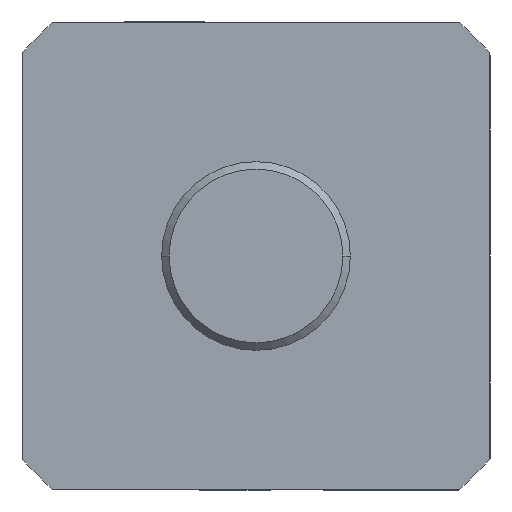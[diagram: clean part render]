
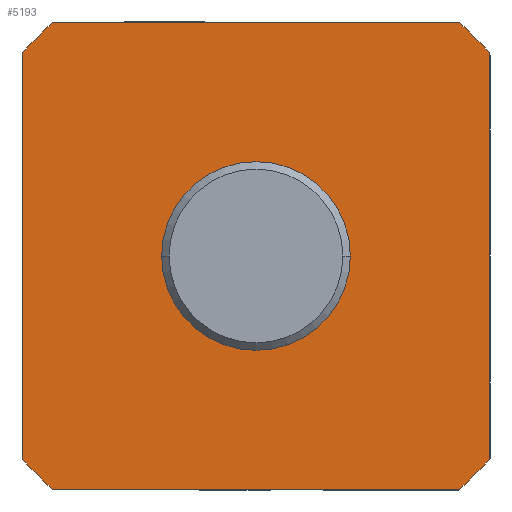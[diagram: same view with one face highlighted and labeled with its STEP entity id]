
A CAD part, left-side view. The second image highlights one B-rep face of the part: STEP entity #5193.
In plain terms, the highlighted planar face has unit normal (-1, 0, 0).
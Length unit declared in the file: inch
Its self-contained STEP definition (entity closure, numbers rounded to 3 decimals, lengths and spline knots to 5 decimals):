
#5048 = VERTEX_POINT ( 'NONE', #6955 ) ;
#5091 = EDGE_CURVE ( 'NONE', #5156, #5152, #7097, .T. ) ;
#5092 = VERTEX_POINT ( 'NONE', #7096 ) ;
#5118 = EDGE_LOOP ( 'NONE', ( #5121, #5178 ) ) ;
#5121 = ORIENTED_EDGE ( 'NONE', *, *, #5145, .F. ) ;
#5122 = EDGE_LOOP ( 'NONE', ( #5123, #5229, #5177, #5216, #5157, #5219, #5217, #5220 ) ) ;
#5123 = ORIENTED_EDGE ( 'NONE', *, *, #5126, .T. ) ;
#5125 = VERTEX_POINT ( 'NONE', #7242 ) ;
#5126 = EDGE_CURVE ( 'NONE', #5148, #5140, #7233, .T. ) ;
#5140 = VERTEX_POINT ( 'NONE', #7299 ) ;
#5145 = EDGE_CURVE ( 'NONE', #5092, #5048, #7288, .T. ) ;
#5148 = VERTEX_POINT ( 'NONE', #7300 ) ;
#5152 = VERTEX_POINT ( 'NONE', #7281 ) ;
#5156 = VERTEX_POINT ( 'NONE', #7333 ) ;
#5157 = ORIENTED_EDGE ( 'NONE', *, *, #5183, .T. ) ;
#5159 = EDGE_CURVE ( 'NONE', #5184, #5165, #7329, .T. ) ;
#5165 = VERTEX_POINT ( 'NONE', #7332 ) ;
#5174 = EDGE_CURVE ( 'NONE', #5140, #5191, #7311, .T. ) ;
#5177 = ORIENTED_EDGE ( 'NONE', *, *, #5185, .T. ) ;
#5178 = ORIENTED_EDGE ( 'NONE', *, *, #5180, .F. ) ;
#5180 = EDGE_CURVE ( 'NONE', #5048, #5092, #7343, .T. ) ;
#5183 = EDGE_CURVE ( 'NONE', #5165, #5125, #7379, .T. ) ;
#5184 = VERTEX_POINT ( 'NONE', #7337 ) ;
#5185 = EDGE_CURVE ( 'NONE', #5191, #5184, #7380, .T. ) ;
#5186 = EDGE_CURVE ( 'NONE', #5125, #5156, #7382, .T. ) ;
#5191 = VERTEX_POINT ( 'NONE', #7371 ) ;
#5193 = ADVANCED_FACE ( 'NONE', ( #7410, #7361 ), #7368, .T. ) ;
#5216 = ORIENTED_EDGE ( 'NONE', *, *, #5159, .T. ) ;
#5217 = ORIENTED_EDGE ( 'NONE', *, *, #5091, .T. ) ;
#5218 = EDGE_CURVE ( 'NONE', #5152, #5148, #7560, .T. ) ;
#5219 = ORIENTED_EDGE ( 'NONE', *, *, #5186, .T. ) ;
#5220 = ORIENTED_EDGE ( 'NONE', *, *, #5218, .T. ) ;
#5229 = ORIENTED_EDGE ( 'NONE', *, *, #5174, .T. ) ;
#6955 = CARTESIAN_POINT ( 'NONE',  ( -0.295, 0.115, 0. ) ) ;
#7092 = DIRECTION ( 'NONE',  ( 0., 0., 1. ) ) ;
#7093 = VECTOR ( 'NONE', #7092, 39.37008 ) ;
#7094 = CARTESIAN_POINT ( 'NONE',  ( -0.295, -0.31, -0.31 ) ) ;
#7096 = CARTESIAN_POINT ( 'NONE',  ( -0.295, -0.115, 0. ) ) ;
#7097 = LINE ( 'NONE', #7094, #7093 ) ;
#7230 = DIRECTION ( 'NONE',  ( 0., 1., 0. ) ) ;
#7231 = VECTOR ( 'NONE', #7230, 39.37008 ) ;
#7232 = CARTESIAN_POINT ( 'NONE',  ( -0.295, 0.31, 0.31 ) ) ;
#7233 = LINE ( 'NONE', #7232, #7231 ) ;
#7242 = CARTESIAN_POINT ( 'NONE',  ( -0.295, -0.26833, -0.31 ) ) ;
#7281 = CARTESIAN_POINT ( 'NONE',  ( -0.295, -0.31, 0.26833 ) ) ;
#7284 = DIRECTION ( 'NONE',  ( 0., -1., 0. ) ) ;
#7285 = DIRECTION ( 'NONE',  ( -1., 0., 0. ) ) ;
#7286 = CARTESIAN_POINT ( 'NONE',  ( -0.295, 0., 0. ) ) ;
#7287 = AXIS2_PLACEMENT_3D ( 'NONE', #7286, #7285, #7284 ) ;
#7288 = CIRCLE ( 'NONE', #7287, 0.115 ) ;
#7299 = CARTESIAN_POINT ( 'NONE',  ( -0.295, 0.26833, 0.31 ) ) ;
#7300 = CARTESIAN_POINT ( 'NONE',  ( -0.295, -0.26833, 0.31 ) ) ;
#7310 = CARTESIAN_POINT ( 'NONE',  ( -0.295, 0., 0. ) ) ;
#7311 = CIRCLE ( 'NONE', #7341, 0.41 ) ;
#7324 = DIRECTION ( 'NONE',  ( 0., 0., 1. ) ) ;
#7325 = DIRECTION ( 'NONE',  ( -1., 0., 0. ) ) ;
#7329 = CIRCLE ( 'NONE', #7334, 0.41 ) ;
#7332 = CARTESIAN_POINT ( 'NONE',  ( -0.295, 0.26833, -0.31 ) ) ;
#7333 = CARTESIAN_POINT ( 'NONE',  ( -0.295, -0.31, -0.26833 ) ) ;
#7334 = AXIS2_PLACEMENT_3D ( 'NONE', #7336, #7325, #7324 ) ;
#7336 = CARTESIAN_POINT ( 'NONE',  ( -0.295, 0., 0. ) ) ;
#7337 = CARTESIAN_POINT ( 'NONE',  ( -0.295, 0.31, -0.26833 ) ) ;
#7339 = DIRECTION ( 'NONE',  ( 0., 0., 1. ) ) ;
#7340 = DIRECTION ( 'NONE',  ( -1., 0., 0. ) ) ;
#7341 = AXIS2_PLACEMENT_3D ( 'NONE', #7310, #7340, #7339 ) ;
#7343 = CIRCLE ( 'NONE', #7349, 0.115 ) ;
#7344 = CARTESIAN_POINT ( 'NONE',  ( -0.295, 0.31, -0.31 ) ) ;
#7349 = AXIS2_PLACEMENT_3D ( 'NONE', #7391, #7384, #7383 ) ;
#7361 = FACE_OUTER_BOUND ( 'NONE', #5122, .T. ) ;
#7363 = DIRECTION ( 'NONE',  ( 0., 0., 1. ) ) ;
#7364 = DIRECTION ( 'NONE',  ( -1., 0., 0. ) ) ;
#7365 = CARTESIAN_POINT ( 'NONE',  ( -0.295, 0., 0. ) ) ;
#7368 = PLANE ( 'NONE',  #7401 ) ;
#7371 = CARTESIAN_POINT ( 'NONE',  ( -0.295, 0.31, 0.26833 ) ) ;
#7372 = DIRECTION ( 'NONE',  ( 0., 0., -1. ) ) ;
#7373 = VECTOR ( 'NONE', #7372, 39.37008 ) ;
#7374 = CARTESIAN_POINT ( 'NONE',  ( -0.295, 0.31, -0.31 ) ) ;
#7377 = DIRECTION ( 'NONE',  ( 0., -1., 0. ) ) ;
#7378 = VECTOR ( 'NONE', #7377, 39.37008 ) ;
#7379 = LINE ( 'NONE', #7344, #7378 ) ;
#7380 = LINE ( 'NONE', #7374, #7373 ) ;
#7382 = CIRCLE ( 'NONE', #7388, 0.41 ) ;
#7383 = DIRECTION ( 'NONE',  ( 0., -1., 0. ) ) ;
#7384 = DIRECTION ( 'NONE',  ( -1., 0., 0. ) ) ;
#7388 = AXIS2_PLACEMENT_3D ( 'NONE', #7365, #7364, #7363 ) ;
#7391 = CARTESIAN_POINT ( 'NONE',  ( -0.295, 0., 0. ) ) ;
#7401 = AXIS2_PLACEMENT_3D ( 'NONE', #7431, #7430, #7429 ) ;
#7410 = FACE_BOUND ( 'NONE', #5118, .T. ) ;
#7429 = DIRECTION ( 'NONE',  ( 0., 0., 1. ) ) ;
#7430 = DIRECTION ( 'NONE',  ( -1., 0., 0. ) ) ;
#7431 = CARTESIAN_POINT ( 'NONE',  ( -0.295, -0.31, -0.31 ) ) ;
#7556 = DIRECTION ( 'NONE',  ( 0., 0., 1. ) ) ;
#7557 = DIRECTION ( 'NONE',  ( -1., 0., 0. ) ) ;
#7558 = CARTESIAN_POINT ( 'NONE',  ( -0.295, 0., 0. ) ) ;
#7559 = AXIS2_PLACEMENT_3D ( 'NONE', #7558, #7557, #7556 ) ;
#7560 = CIRCLE ( 'NONE', #7559, 0.41 ) ;
